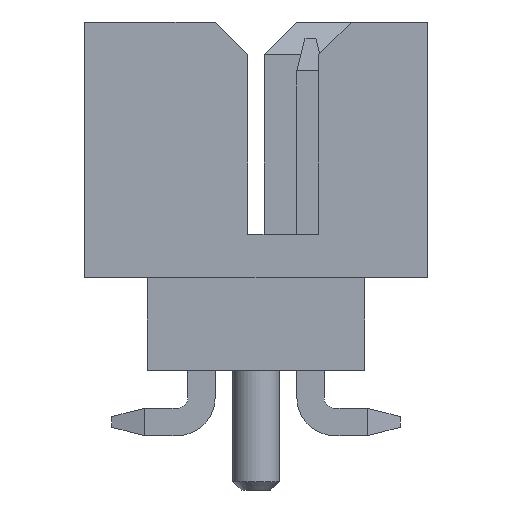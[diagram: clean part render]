
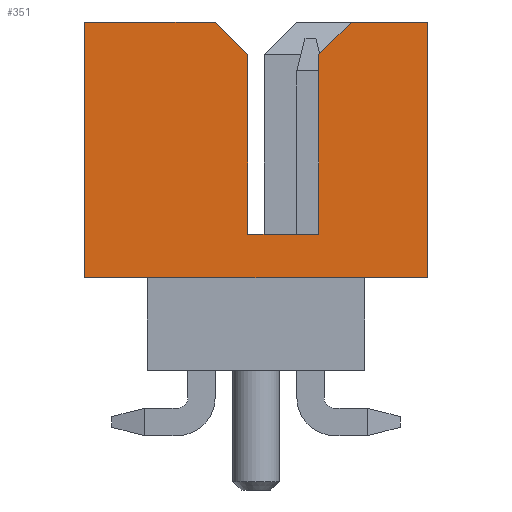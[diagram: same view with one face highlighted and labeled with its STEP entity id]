
A CAD part, front view. The second image highlights one B-rep face of the part: STEP entity #351.
In plain terms, the highlighted planar face has unit normal (0, -1, 0).
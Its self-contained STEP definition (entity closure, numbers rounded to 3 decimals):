
#32 = VERTEX_POINT('',#33);
#33 = CARTESIAN_POINT('',(3.125,-8.325,2.9));
#39 = EDGE_CURVE('',#32,#40,#42,.T.);
#40 = VERTEX_POINT('',#41);
#41 = CARTESIAN_POINT('',(3.125,-8.325,7.6));
#42 = LINE('',#43,#44);
#43 = CARTESIAN_POINT('',(3.125,-8.325,2.9));
#44 = VECTOR('',#45,1.);
#45 = DIRECTION('',(0.,0.,1.));
#174 = EDGE_CURVE('',#40,#175,#177,.T.);
#175 = VERTEX_POINT('',#176);
#176 = CARTESIAN_POINT('',(1.725,-8.325,7.6));
#177 = LINE('',#178,#179);
#178 = CARTESIAN_POINT('',(3.125,-8.325,7.6));
#179 = VECTOR('',#180,1.);
#180 = DIRECTION('',(-1.,0.,0.));
#247 = VERTEX_POINT('',#248);
#248 = CARTESIAN_POINT('',(-0.775,-8.325,7.6));
#254 = EDGE_CURVE('',#247,#255,#257,.T.);
#255 = VERTEX_POINT('',#256);
#256 = CARTESIAN_POINT('',(-3.175,-8.325,7.6));
#257 = LINE('',#258,#259);
#258 = CARTESIAN_POINT('',(-0.775,-8.325,7.6));
#259 = VECTOR('',#260,1.);
#260 = DIRECTION('',(-1.,0.,0.));
#351 = ADVANCED_FACE('',(#352),#409,.T.);
#352 = FACE_BOUND('',#353,.F.);
#353 = EDGE_LOOP('',(#354,#362,#363,#364,#372,#378,#379,#387,#395,#403)
  );
#354 = ORIENTED_EDGE('',*,*,#355,.F.);
#355 = EDGE_CURVE('',#175,#356,#358,.T.);
#356 = VERTEX_POINT('',#357);
#357 = CARTESIAN_POINT('',(1.125,-8.325,7.));
#358 = LINE('',#359,#360);
#359 = CARTESIAN_POINT('',(1.725,-8.325,7.6));
#360 = VECTOR('',#361,1.);
#361 = DIRECTION('',(-0.707,0.,-0.707)
  );
#362 = ORIENTED_EDGE('',*,*,#174,.F.);
#363 = ORIENTED_EDGE('',*,*,#39,.F.);
#364 = ORIENTED_EDGE('',*,*,#365,.T.);
#365 = EDGE_CURVE('',#32,#366,#368,.T.);
#366 = VERTEX_POINT('',#367);
#367 = CARTESIAN_POINT('',(-3.175,-8.325,2.9));
#368 = LINE('',#369,#370);
#369 = CARTESIAN_POINT('',(3.125,-8.325,2.9));
#370 = VECTOR('',#371,1.);
#371 = DIRECTION('',(-1.,0.,0.));
#372 = ORIENTED_EDGE('',*,*,#373,.T.);
#373 = EDGE_CURVE('',#366,#255,#374,.T.);
#374 = LINE('',#375,#376);
#375 = CARTESIAN_POINT('',(-3.175,-8.325,2.9));
#376 = VECTOR('',#377,1.);
#377 = DIRECTION('',(0.,0.,1.));
#378 = ORIENTED_EDGE('',*,*,#254,.F.);
#379 = ORIENTED_EDGE('',*,*,#380,.F.);
#380 = EDGE_CURVE('',#381,#247,#383,.T.);
#381 = VERTEX_POINT('',#382);
#382 = CARTESIAN_POINT('',(-0.175,-8.325,7.));
#383 = LINE('',#384,#385);
#384 = CARTESIAN_POINT('',(-0.175,-8.325,7.));
#385 = VECTOR('',#386,1.);
#386 = DIRECTION('',(-0.707,0.,0.707)
  );
#387 = ORIENTED_EDGE('',*,*,#388,.T.);
#388 = EDGE_CURVE('',#381,#389,#391,.T.);
#389 = VERTEX_POINT('',#390);
#390 = CARTESIAN_POINT('',(-0.175,-8.325,3.7));
#391 = LINE('',#392,#393);
#392 = CARTESIAN_POINT('',(-0.175,-8.325,7.));
#393 = VECTOR('',#394,1.);
#394 = DIRECTION('',(0.,0.,-1.));
#395 = ORIENTED_EDGE('',*,*,#396,.T.);
#396 = EDGE_CURVE('',#389,#397,#399,.T.);
#397 = VERTEX_POINT('',#398);
#398 = CARTESIAN_POINT('',(1.125,-8.325,3.7));
#399 = LINE('',#400,#401);
#400 = CARTESIAN_POINT('',(-0.175,-8.325,3.7));
#401 = VECTOR('',#402,1.);
#402 = DIRECTION('',(1.,0.,0.));
#403 = ORIENTED_EDGE('',*,*,#404,.F.);
#404 = EDGE_CURVE('',#356,#397,#405,.T.);
#405 = LINE('',#406,#407);
#406 = CARTESIAN_POINT('',(1.125,-8.325,7.));
#407 = VECTOR('',#408,1.);
#408 = DIRECTION('',(0.,0.,-1.));
#409 = PLANE('',#410);
#410 = AXIS2_PLACEMENT_3D('',#411,#412,#413);
#411 = CARTESIAN_POINT('',(3.125,-8.325,1.2));
#412 = DIRECTION('',(0.,-1.,0.));
#413 = DIRECTION('',(0.,0.,1.));
